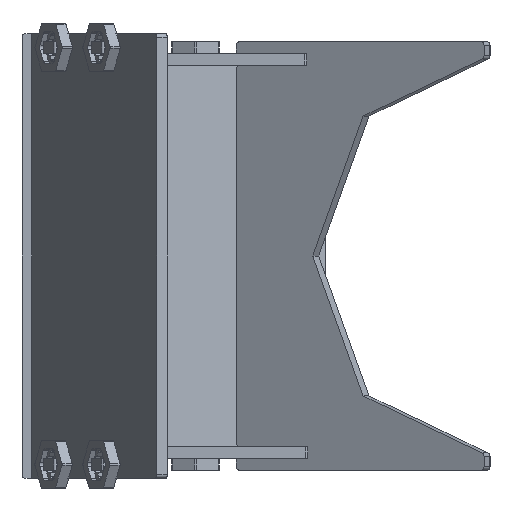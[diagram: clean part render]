
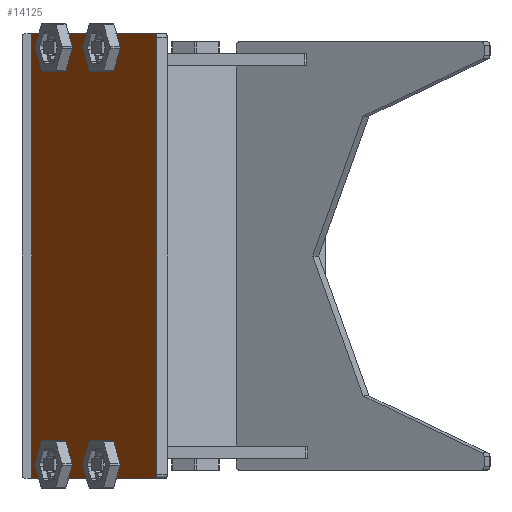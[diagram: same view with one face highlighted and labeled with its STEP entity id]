
A CAD part, left-side view. The second image highlights one B-rep face of the part: STEP entity #14125.
In plain terms, the highlighted planar face has unit normal (-0.5, 0.866, 0).
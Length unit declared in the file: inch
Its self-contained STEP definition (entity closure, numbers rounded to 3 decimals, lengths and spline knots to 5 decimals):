
#1837=FACE_OUTER_BOUND('',#3570,.F.);
#2520=FACE_BOUND('',#3566,.F.);
#2521=FACE_BOUND('',#3567,.F.);
#2522=FACE_BOUND('',#3568,.F.);
#2523=FACE_BOUND('',#3569,.F.);
#3566=EDGE_LOOP('',(#9683,#9684,#9685,#9686));
#3567=EDGE_LOOP('',(#9687,#9688,#9689,#9690));
#3568=EDGE_LOOP('',(#9691,#9692,#9693,#9694));
#3569=EDGE_LOOP('',(#9695,#9696,#9697,#9698));
#3570=EDGE_LOOP('',(#9699,#9700,#9701,#9702,#9703,#9704));
#9683=ORIENTED_EDGE('',*,*,#26500,.T.);
#9684=ORIENTED_EDGE('',*,*,#26499,.T.);
#9685=ORIENTED_EDGE('',*,*,#26498,.T.);
#9686=ORIENTED_EDGE('',*,*,#26497,.T.);
#9687=ORIENTED_EDGE('',*,*,#26520,.T.);
#9688=ORIENTED_EDGE('',*,*,#26519,.T.);
#9689=ORIENTED_EDGE('',*,*,#26518,.T.);
#9690=ORIENTED_EDGE('',*,*,#26517,.T.);
#9691=ORIENTED_EDGE('',*,*,#26508,.T.);
#9692=ORIENTED_EDGE('',*,*,#26507,.T.);
#9693=ORIENTED_EDGE('',*,*,#26506,.T.);
#9694=ORIENTED_EDGE('',*,*,#26505,.T.);
#9695=ORIENTED_EDGE('',*,*,#26492,.T.);
#9696=ORIENTED_EDGE('',*,*,#26491,.T.);
#9697=ORIENTED_EDGE('',*,*,#26490,.T.);
#9698=ORIENTED_EDGE('',*,*,#26489,.T.);
#9699=ORIENTED_EDGE('',*,*,#26540,.F.);
#9700=ORIENTED_EDGE('',*,*,#26536,.T.);
#9701=ORIENTED_EDGE('',*,*,#26541,.F.);
#9702=ORIENTED_EDGE('',*,*,#26525,.F.);
#9703=ORIENTED_EDGE('',*,*,#26542,.F.);
#9704=ORIENTED_EDGE('',*,*,#26521,.F.);
#14125=ADVANCED_FACE('',(#2520,#2521,#2522,#2523,#1837),#15307,.T.);
#15307=PLANE('',#33502);
#17925=LINE('',#49138,#21203);
#17926=LINE('',#49139,#21204);
#17927=LINE('',#49140,#21205);
#17928=LINE('',#49141,#21206);
#17933=LINE('',#49146,#21211);
#17934=LINE('',#49147,#21212);
#17935=LINE('',#49148,#21213);
#17936=LINE('',#49149,#21214);
#17941=LINE('',#49154,#21219);
#17942=LINE('',#49155,#21220);
#17943=LINE('',#49156,#21221);
#17944=LINE('',#49157,#21222);
#17953=LINE('',#49166,#21231);
#17954=LINE('',#49167,#21232);
#17955=LINE('',#49168,#21233);
#17956=LINE('',#49169,#21234);
#17968=LINE('',#49185,#21246);
#17972=LINE('',#49189,#21250);
#17973=LINE('',#49190,#21251);
#17974=LINE('',#49191,#21252);
#21203=VECTOR('',#40105,1.5);
#21204=VECTOR('',#40106,0.75);
#21205=VECTOR('',#40107,1.5);
#21206=VECTOR('',#40108,0.75);
#21211=VECTOR('',#40113,1.5);
#21212=VECTOR('',#40114,0.75);
#21213=VECTOR('',#40115,1.5);
#21214=VECTOR('',#40116,0.75);
#21219=VECTOR('',#40121,1.5);
#21220=VECTOR('',#40122,0.75);
#21221=VECTOR('',#40123,1.5);
#21222=VECTOR('',#40124,0.75);
#21231=VECTOR('',#40133,1.5);
#21232=VECTOR('',#40134,0.75);
#21233=VECTOR('',#40135,1.5);
#21234=VECTOR('',#40136,0.75);
#21246=VECTOR('',#40156,28.);
#21250=VECTOR('',#40160,15.75);
#21251=VECTOR('',#40161,15.75);
#21252=VECTOR('',#40162,27.5);
#23421=CIRCLE('',#33497,0.25);
#23423=CIRCLE('',#33499,0.25);
#26489=EDGE_CURVE('',#30094,#30093,#17925,.T.);
#26490=EDGE_CURVE('',#30092,#30094,#17926,.T.);
#26491=EDGE_CURVE('',#30091,#30092,#17927,.T.);
#26492=EDGE_CURVE('',#30093,#30091,#17928,.T.);
#26497=EDGE_CURVE('',#30086,#30085,#17933,.T.);
#26498=EDGE_CURVE('',#30084,#30086,#17934,.T.);
#26499=EDGE_CURVE('',#30083,#30084,#17935,.T.);
#26500=EDGE_CURVE('',#30085,#30083,#17936,.T.);
#26505=EDGE_CURVE('',#30078,#30077,#17941,.T.);
#26506=EDGE_CURVE('',#30076,#30078,#17942,.T.);
#26507=EDGE_CURVE('',#30075,#30076,#17943,.T.);
#26508=EDGE_CURVE('',#30077,#30075,#17944,.T.);
#26517=EDGE_CURVE('',#30066,#30065,#17953,.T.);
#26518=EDGE_CURVE('',#30064,#30066,#17954,.T.);
#26519=EDGE_CURVE('',#30063,#30064,#17955,.T.);
#26520=EDGE_CURVE('',#30065,#30063,#17956,.T.);
#26521=EDGE_CURVE('',#30062,#30061,#23421,.T.);
#26525=EDGE_CURVE('',#30058,#30057,#23423,.T.);
#26536=EDGE_CURVE('',#30047,#30048,#17968,.T.);
#26540=EDGE_CURVE('',#30047,#30062,#17972,.T.);
#26541=EDGE_CURVE('',#30057,#30048,#17973,.T.);
#26542=EDGE_CURVE('',#30061,#30058,#17974,.T.);
#30047=VERTEX_POINT('',#49090);
#30048=VERTEX_POINT('',#49091);
#30057=VERTEX_POINT('',#49100);
#30058=VERTEX_POINT('',#49101);
#30061=VERTEX_POINT('',#49104);
#30062=VERTEX_POINT('',#49105);
#30063=VERTEX_POINT('',#49106);
#30064=VERTEX_POINT('',#49107);
#30065=VERTEX_POINT('',#49108);
#30066=VERTEX_POINT('',#49109);
#30075=VERTEX_POINT('',#49118);
#30076=VERTEX_POINT('',#49119);
#30077=VERTEX_POINT('',#49120);
#30078=VERTEX_POINT('',#49121);
#30083=VERTEX_POINT('',#49126);
#30084=VERTEX_POINT('',#49127);
#30085=VERTEX_POINT('',#49128);
#30086=VERTEX_POINT('',#49129);
#30091=VERTEX_POINT('',#49134);
#30092=VERTEX_POINT('',#49135);
#30093=VERTEX_POINT('',#49136);
#30094=VERTEX_POINT('',#49137);
#33497=AXIS2_PLACEMENT_3D('',#49170,#40137,#40138);
#33499=AXIS2_PLACEMENT_3D('',#49174,#40143,#40144);
#33502=AXIS2_PLACEMENT_3D('',#49219,#40191,#40192);
#40105=DIRECTION('',(0.866,0.5,0.));
#40106=DIRECTION('',(0.,0.,1.));
#40107=DIRECTION('',(-0.866,-0.5,0.));
#40108=DIRECTION('',(0.,0.,-1.));
#40113=DIRECTION('',(0.866,0.5,0.));
#40114=DIRECTION('',(0.,0.,1.));
#40115=DIRECTION('',(-0.866,-0.5,0.));
#40116=DIRECTION('',(0.,0.,-1.));
#40121=DIRECTION('',(0.866,0.5,0.));
#40122=DIRECTION('',(0.,0.,1.));
#40123=DIRECTION('',(-0.866,-0.5,0.));
#40124=DIRECTION('',(0.,0.,-1.));
#40133=DIRECTION('',(0.866,0.5,0.));
#40134=DIRECTION('',(0.,0.,1.));
#40135=DIRECTION('',(-0.866,-0.5,0.));
#40136=DIRECTION('',(0.,0.,-1.));
#40137=DIRECTION('',(-0.5,0.866,0.));
#40138=DIRECTION('',(0.,0.,-1.));
#40143=DIRECTION('',(-0.5,0.866,0.));
#40144=DIRECTION('',(-0.866,-0.5,0.));
#40156=DIRECTION('',(0.,0.,1.));
#40160=DIRECTION('',(-0.866,-0.5,0.));
#40161=DIRECTION('',(0.866,0.5,0.));
#40162=DIRECTION('',(0.,0.,1.));
#40191=DIRECTION('',(-0.5,0.866,0.));
#40192=DIRECTION('',(0.,0.,-1.));
#49090=CARTESIAN_POINT('',(26.24398,16.6392,46.));
#49091=CARTESIAN_POINT('',(26.24398,16.6392,74.));
#49100=CARTESIAN_POINT('',(12.60028,8.77078,74.));
#49101=CARTESIAN_POINT('',(12.38371,8.64588,73.75));
#49104=CARTESIAN_POINT('',(12.38371,8.64588,46.25));
#49105=CARTESIAN_POINT('',(12.60028,8.77078,46.));
#49106=CARTESIAN_POINT('',(23.72337,15.18554,46.5));
#49107=CARTESIAN_POINT('',(22.42397,14.43617,46.5));
#49108=CARTESIAN_POINT('',(23.72337,15.18554,47.25));
#49109=CARTESIAN_POINT('',(22.42397,14.43617,47.25));
#49118=CARTESIAN_POINT('',(18.50618,12.17675,46.5));
#49119=CARTESIAN_POINT('',(17.20678,11.42738,46.5));
#49120=CARTESIAN_POINT('',(18.50618,12.17675,47.25));
#49121=CARTESIAN_POINT('',(17.20678,11.42738,47.25));
#49126=CARTESIAN_POINT('',(18.50768,12.17762,72.75));
#49127=CARTESIAN_POINT('',(17.20828,11.42825,72.75));
#49128=CARTESIAN_POINT('',(18.50768,12.17762,73.5));
#49129=CARTESIAN_POINT('',(17.20828,11.42825,73.5));
#49134=CARTESIAN_POINT('',(23.72944,15.18905,72.75));
#49135=CARTESIAN_POINT('',(22.43004,14.43967,72.75));
#49136=CARTESIAN_POINT('',(23.72944,15.18905,73.5));
#49137=CARTESIAN_POINT('',(22.43004,14.43967,73.5));
#49138=CARTESIAN_POINT('',(22.43004,14.43967,73.5));
#49139=CARTESIAN_POINT('',(22.43004,14.43967,72.75));
#49140=CARTESIAN_POINT('',(23.72944,15.18905,72.75));
#49141=CARTESIAN_POINT('',(23.72944,15.18905,73.5));
#49146=CARTESIAN_POINT('',(17.20828,11.42825,73.5));
#49147=CARTESIAN_POINT('',(17.20828,11.42825,72.75));
#49148=CARTESIAN_POINT('',(18.50768,12.17762,72.75));
#49149=CARTESIAN_POINT('',(18.50768,12.17762,73.5));
#49154=CARTESIAN_POINT('',(17.20678,11.42738,47.25));
#49155=CARTESIAN_POINT('',(17.20678,11.42738,46.5));
#49156=CARTESIAN_POINT('',(18.50618,12.17675,46.5));
#49157=CARTESIAN_POINT('',(18.50618,12.17675,47.25));
#49166=CARTESIAN_POINT('',(22.42397,14.43617,47.25));
#49167=CARTESIAN_POINT('',(22.42397,14.43617,46.5));
#49168=CARTESIAN_POINT('',(23.72337,15.18554,46.5));
#49169=CARTESIAN_POINT('',(23.72337,15.18554,47.25));
#49170=CARTESIAN_POINT('',(12.60028,8.77078,46.25));
#49174=CARTESIAN_POINT('',(12.60028,8.77078,73.75));
#49185=CARTESIAN_POINT('',(26.24398,16.6392,46.));
#49189=CARTESIAN_POINT('',(26.24398,16.6392,46.));
#49190=CARTESIAN_POINT('',(12.60028,8.77078,74.));
#49191=CARTESIAN_POINT('',(12.38371,8.64588,46.25));
#49219=CARTESIAN_POINT('',(26.48653,16.77908,74.28));
